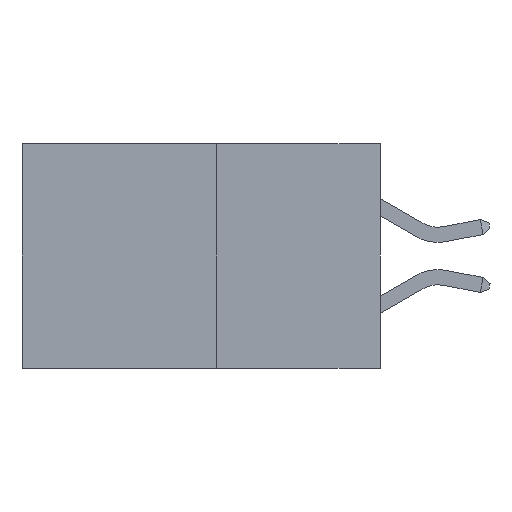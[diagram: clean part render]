
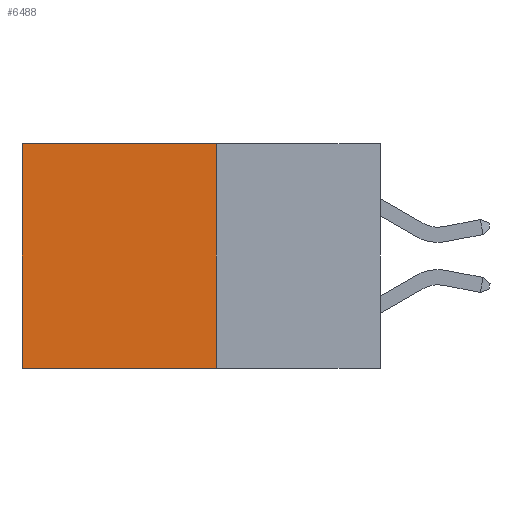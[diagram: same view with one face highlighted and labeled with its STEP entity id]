
A CAD part, left-side view. The second image highlights one B-rep face of the part: STEP entity #6488.
In plain terms, the highlighted planar face has unit normal (-1, 0, 0).
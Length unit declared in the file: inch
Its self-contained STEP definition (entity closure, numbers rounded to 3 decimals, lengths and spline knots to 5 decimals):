
#582 = CARTESIAN_POINT ( 'NONE',  ( 0.277, 0.59, 0. ) ) ;
#589 = CARTESIAN_POINT ( 'NONE',  ( 0.277, 0.59, -0.37 ) ) ;
#799 = AXIS2_PLACEMENT_3D ( 'NONE', #6039, #13917, #7199 ) ;
#855 = VECTOR ( 'NONE', #11683, 39.37008 ) ;
#1101 = VECTOR ( 'NONE', #2869, 39.37008 ) ;
#1123 = VERTEX_POINT ( 'NONE', #4579 ) ;
#2208 = ORIENTED_EDGE ( 'NONE', *, *, #2640, .T. ) ;
#2640 = EDGE_CURVE ( 'NONE', #1123, #8644, #13750, .T. ) ;
#2851 = DIRECTION ( 'NONE',  ( 0., 1., 0. ) ) ;
#2869 = DIRECTION ( 'NONE',  ( 0., 0., -1. ) ) ;
#2936 = EDGE_CURVE ( 'NONE', #1123, #6021, #13918, .T. ) ;
#3952 = LINE ( 'NONE', #10547, #855 ) ;
#4579 = CARTESIAN_POINT ( 'NONE',  ( 0.277, 0.27, 0. ) ) ;
#4951 = DIRECTION ( 'NONE',  ( 0., 1., 0. ) ) ;
#5096 = VECTOR ( 'NONE', #2851, 39.37008 ) ;
#5322 = EDGE_LOOP ( 'NONE', ( #10912, #14086, #13932, #2208 ) ) ;
#6021 = VERTEX_POINT ( 'NONE', #9836 ) ;
#6039 = CARTESIAN_POINT ( 'NONE',  ( 0.277, 0.27, -0.37 ) ) ;
#6488 = ADVANCED_FACE ( 'NONE', ( #14694 ), #9437, .F. ) ;
#7199 = DIRECTION ( 'NONE',  ( 0., 0., -1. ) ) ;
#8644 = VERTEX_POINT ( 'NONE', #582 ) ;
#9437 = PLANE ( 'NONE',  #799 ) ;
#9674 = EDGE_CURVE ( 'NONE', #8644, #14332, #3952, .T. ) ;
#9678 = EDGE_CURVE ( 'NONE', #6021, #14332, #10034, .T. ) ;
#9836 = CARTESIAN_POINT ( 'NONE',  ( 0.277, 0.27, -0.37 ) ) ;
#10034 = LINE ( 'NONE', #11723, #12623 ) ;
#10547 = CARTESIAN_POINT ( 'NONE',  ( 0.277, 0.59, -0.37 ) ) ;
#10912 = ORIENTED_EDGE ( 'NONE', *, *, #9674, .T. ) ;
#11683 = DIRECTION ( 'NONE',  ( 0., 0., -1. ) ) ;
#11723 = CARTESIAN_POINT ( 'NONE',  ( 0.277, 0.27, -0.37 ) ) ;
#12623 = VECTOR ( 'NONE', #4951, 39.37008 ) ;
#13353 = CARTESIAN_POINT ( 'NONE',  ( 0.277, 0.27, -0.37 ) ) ;
#13686 = CARTESIAN_POINT ( 'NONE',  ( 0.277, 0.27, 0. ) ) ;
#13750 = LINE ( 'NONE', #13686, #5096 ) ;
#13917 = DIRECTION ( 'NONE',  ( 1., 0., 0. ) ) ;
#13918 = LINE ( 'NONE', #13353, #1101 ) ;
#13932 = ORIENTED_EDGE ( 'NONE', *, *, #2936, .F. ) ;
#14086 = ORIENTED_EDGE ( 'NONE', *, *, #9678, .F. ) ;
#14332 = VERTEX_POINT ( 'NONE', #589 ) ;
#14694 = FACE_OUTER_BOUND ( 'NONE', #5322, .T. ) ;
